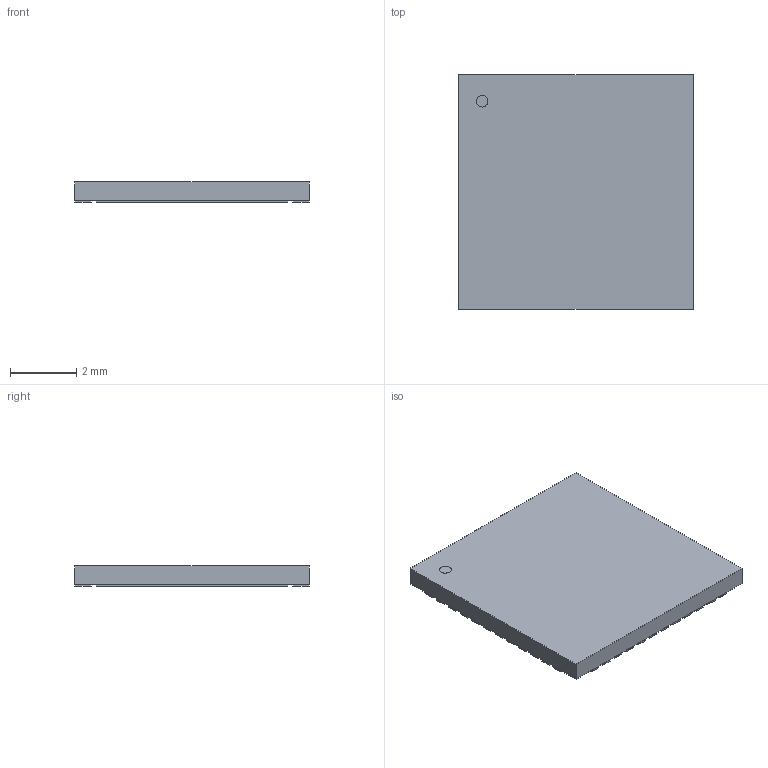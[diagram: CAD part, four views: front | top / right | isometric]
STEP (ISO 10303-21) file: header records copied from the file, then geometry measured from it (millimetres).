
FILE_DESCRIPTION (( 'STEP AP214' ), '1' );
FILE_NAME ('STM32F413CHU3.STEP', '2024-04-05T17:34:38', ( '' ), ( '' ), 'SwSTEP 2.0', 'SolidWorks 2016', '' );
FILE_SCHEMA (( 'AUTOMOTIVE_DESIGN' ));
Length unit declared in the file: millimetre
Products named in the file (1): STM32F413CHU3
Bounding box: 7.11 x 7.11 x 0.61 mm (x, y, z)
Volume: 30.3 mm3; surface area: 202 mm2
Topology: 51 solids, 51 shells, 304 faces, 606 edges, 404 vertices
Faces by surface type: plane 302, cylinder 2
Entity records: 8178 total; most frequent: CARTESIAN_POINT 1315, DIRECTION 1220, ORIENTED_EDGE 1212, EDGE_CURVE 606, LINE 602, VECTOR 602, VERTEX_POINT 404, AXIS2_PLACEMENT_3D 309
